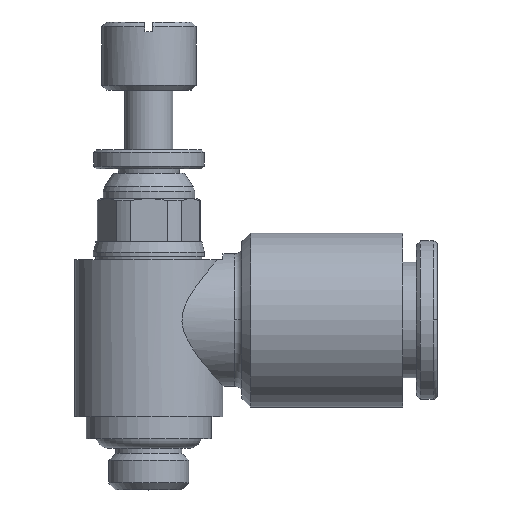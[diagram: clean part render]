
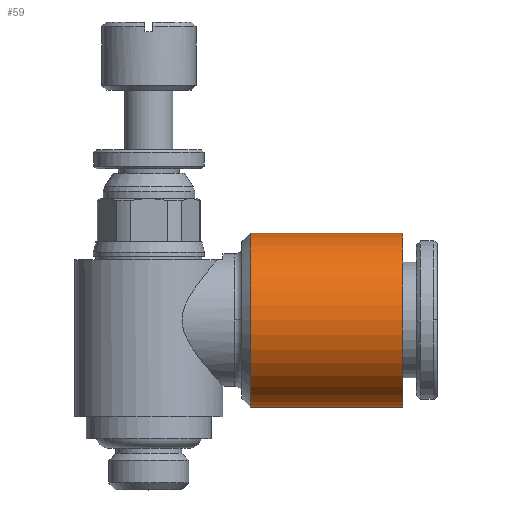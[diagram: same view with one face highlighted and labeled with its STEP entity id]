
A CAD part, top view. The second image highlights one B-rep face of the part: STEP entity #59.
In plain terms, the highlighted cylindrical face has radius 5.425 mm (diameter 10.85 mm), a partial arc.
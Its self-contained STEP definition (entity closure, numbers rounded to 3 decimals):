
#59=ADVANCED_FACE('',(#187),#188,.T.);
#187=FACE_OUTER_BOUND('',#430,.T.);
#188=CYLINDRICAL_SURFACE('',#431,5.425);
#430=EDGE_LOOP('',(#739,#740,#741,#742));
#431=AXIS2_PLACEMENT_3D('',#743,#744,#745);
#739=ORIENTED_EDGE('',*,*,#1571,.F.);
#740=ORIENTED_EDGE('',*,*,#1572,.T.);
#741=ORIENTED_EDGE('',*,*,#1573,.F.);
#742=ORIENTED_EDGE('',*,*,#1574,.F.);
#743=CARTESIAN_POINT('',(11.095,6.025,0.0));
#744=DIRECTION('',(1.0,0.0,0.0));
#745=DIRECTION('',(0.0,1.0,0.0));
#1571=EDGE_CURVE('',#1881,#1882,#1883,.T.);
#1572=EDGE_CURVE('',#1881,#1884,#1885,.T.);
#1573=EDGE_CURVE('',#1886,#1884,#1887,.T.);
#1574=EDGE_CURVE('',#1882,#1886,#1888,.T.);
#1881=VERTEX_POINT('',#2416);
#1882=VERTEX_POINT('',#2417);
#1883=LINE('',#2418,#2419);
#1884=VERTEX_POINT('',#2420);
#1885=CIRCLE('',#2421,5.425);
#1886=VERTEX_POINT('',#2422);
#1887=LINE('',#2423,#2424);
#1888=CIRCLE('',#2425,5.425);
#2416=CARTESIAN_POINT('',(6.345,11.45,0.0));
#2417=CARTESIAN_POINT('',(15.845,11.45,0.0));
#2418=CARTESIAN_POINT('',(11.095,11.45,0.));
#2419=VECTOR('',#3261,1.0);
#2420=CARTESIAN_POINT('',(6.345,0.6,0.));
#2421=AXIS2_PLACEMENT_3D('',#3262,#3263,#3264);
#2422=CARTESIAN_POINT('',(15.845,0.6,0.));
#2423=CARTESIAN_POINT('',(11.095,0.6,0.));
#2424=VECTOR('',#3265,1.0);
#2425=AXIS2_PLACEMENT_3D('',#3266,#3267,#3268);
#3261=DIRECTION('',(1.0,0.0,0.0));
#3262=CARTESIAN_POINT('',(6.345,6.025,0.0));
#3263=DIRECTION('',(1.0,0.0,0.0));
#3264=DIRECTION('',(0.0,1.0,0.0));
#3265=DIRECTION('',(-1.0,-0.0,-0.0));
#3266=CARTESIAN_POINT('',(15.845,6.025,0.0));
#3267=DIRECTION('',(1.0,0.0,0.0));
#3268=DIRECTION('',(0.0,1.0,0.0));
